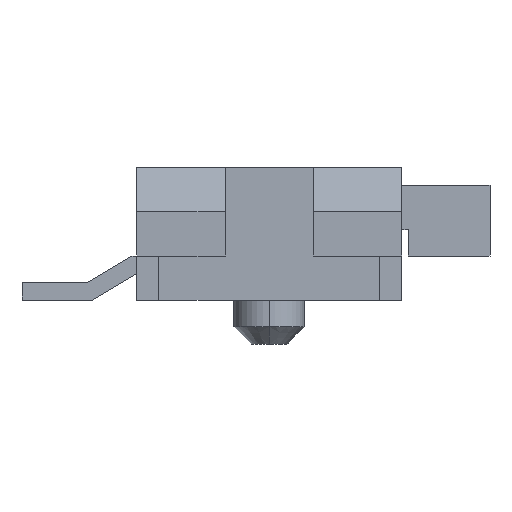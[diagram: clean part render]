
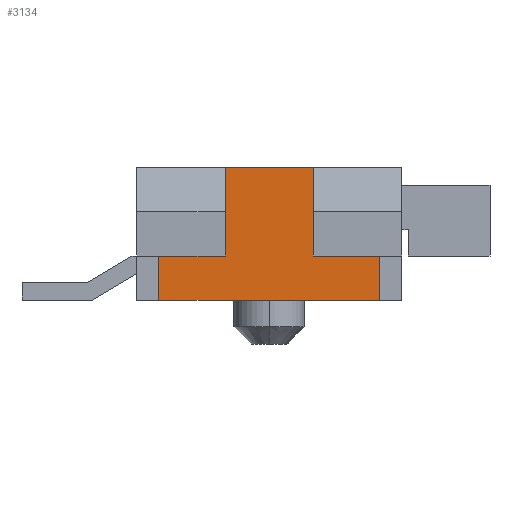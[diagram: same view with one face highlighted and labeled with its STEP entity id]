
A CAD part, left-side view. The second image highlights one B-rep face of the part: STEP entity #3134.
In plain terms, the highlighted planar face has unit normal (-1, 0, 0).
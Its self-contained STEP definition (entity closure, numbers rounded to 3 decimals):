
#19 = LINE ( 'NONE', #3758, #160 ) ;
#71 = ORIENTED_EDGE ( 'NONE', *, *, #182, .T. ) ;
#160 = VECTOR ( 'NONE', #670, 1000. ) ;
#182 = EDGE_CURVE ( 'NONE', #2234, #3226, #19, .T. ) ;
#191 = CARTESIAN_POINT ( 'NONE',  ( -3.5, -0.5, -0.25 ) ) ;
#300 = DIRECTION ( 'NONE',  ( 0., -1., 0. ) ) ;
#395 = CARTESIAN_POINT ( 'NONE',  ( -3.5, 0.5, 0.5 ) ) ;
#457 = ORIENTED_EDGE ( 'NONE', *, *, #3426, .F. ) ;
#542 = LINE ( 'NONE', #1081, #3163 ) ;
#670 = DIRECTION ( 'NONE',  ( 0., 1., 0. ) ) ;
#717 = EDGE_CURVE ( 'NONE', #3859, #1805, #2920, .T. ) ;
#720 = DIRECTION ( 'NONE',  ( 0., 0., 1. ) ) ;
#738 = DIRECTION ( 'NONE',  ( 0., 0., -1. ) ) ;
#741 = LINE ( 'NONE', #3553, #1821 ) ;
#792 = EDGE_LOOP ( 'NONE', ( #2738, #1027, #1575, #3619, #1288, #71, #2304, #457, #845, #3552 ) ) ;
#845 = ORIENTED_EDGE ( 'NONE', *, *, #717, .F. ) ;
#862 = DIRECTION ( 'NONE',  ( 0., 0., 1. ) ) ;
#890 = VECTOR ( 'NONE', #1656, 1000. ) ;
#947 = LINE ( 'NONE', #2056, #1877 ) ;
#949 = VERTEX_POINT ( 'NONE', #1651 ) ;
#1011 = EDGE_CURVE ( 'NONE', #3226, #2935, #741, .T. ) ;
#1023 = VECTOR ( 'NONE', #2028, 1000. ) ;
#1027 = ORIENTED_EDGE ( 'NONE', *, *, #2974, .F. ) ;
#1072 = CARTESIAN_POINT ( 'NONE',  ( -3.5, -1.25, -0.75 ) ) ;
#1074 = CARTESIAN_POINT ( 'NONE',  ( -3.5, -1.25, -0.25 ) ) ;
#1081 = CARTESIAN_POINT ( 'NONE',  ( -3.5, -0.5, 0.5 ) ) ;
#1233 = CARTESIAN_POINT ( 'NONE',  ( -3.5, 0.5, -0.25 ) ) ;
#1262 = EDGE_CURVE ( 'NONE', #2166, #949, #3502, .T. ) ;
#1288 = ORIENTED_EDGE ( 'NONE', *, *, #3220, .T. ) ;
#1316 = CARTESIAN_POINT ( 'NONE',  ( -3.5, -1.25, -0.75 ) ) ;
#1368 = LINE ( 'NONE', #3245, #3754 ) ;
#1563 = FACE_OUTER_BOUND ( 'NONE', #792, .T. ) ;
#1575 = ORIENTED_EDGE ( 'NONE', *, *, #2532, .F. ) ;
#1651 = CARTESIAN_POINT ( 'NONE',  ( -3.5, 1.25, -0.75 ) ) ;
#1656 = DIRECTION ( 'NONE',  ( 0., 1., 0. ) ) ;
#1699 = DIRECTION ( 'NONE',  ( 0., 0., -1. ) ) ;
#1805 = VERTEX_POINT ( 'NONE', #3032 ) ;
#1821 = VECTOR ( 'NONE', #738, 1000. ) ;
#1868 = LINE ( 'NONE', #191, #1023 ) ;
#1877 = VECTOR ( 'NONE', #3290, 1000. ) ;
#2010 = VECTOR ( 'NONE', #3563, 1000. ) ;
#2028 = DIRECTION ( 'NONE',  ( 0., -1., 0. ) ) ;
#2056 = CARTESIAN_POINT ( 'NONE',  ( -3.5, 1.25, -0.25 ) ) ;
#2098 = VECTOR ( 'NONE', #300, 1000. ) ;
#2166 = VERTEX_POINT ( 'NONE', #1072 ) ;
#2234 = VERTEX_POINT ( 'NONE', #3959 ) ;
#2271 = DIRECTION ( 'NONE',  ( 1., 0., 0. ) ) ;
#2283 = CARTESIAN_POINT ( 'NONE',  ( -3.5, 1.25, -0.25 ) ) ;
#2304 = ORIENTED_EDGE ( 'NONE', *, *, #1011, .T. ) ;
#2333 = CARTESIAN_POINT ( 'NONE',  ( -3.5, 0.5, 0.75 ) ) ;
#2340 = CARTESIAN_POINT ( 'NONE',  ( -3.5, -0.5, 0.5 ) ) ;
#2389 = VECTOR ( 'NONE', #862, 1000. ) ;
#2532 = EDGE_CURVE ( 'NONE', #3451, #2662, #1868, .T. ) ;
#2636 = LINE ( 'NONE', #1074, #2010 ) ;
#2662 = VERTEX_POINT ( 'NONE', #3587 ) ;
#2671 = CARTESIAN_POINT ( 'NONE',  ( -3.5, 0.5, 0.75 ) ) ;
#2738 = ORIENTED_EDGE ( 'NONE', *, *, #1262, .F. ) ;
#2920 = LINE ( 'NONE', #1233, #2098 ) ;
#2935 = VERTEX_POINT ( 'NONE', #395 ) ;
#2974 = EDGE_CURVE ( 'NONE', #2662, #2166, #2636, .T. ) ;
#3032 = CARTESIAN_POINT ( 'NONE',  ( -3.5, 0.5, -0.25 ) ) ;
#3134 = ADVANCED_FACE ( 'NONE', ( #1563 ), #3200, .F. ) ;
#3163 = VECTOR ( 'NONE', #3265, 1000. ) ;
#3200 = PLANE ( 'NONE',  #3503 ) ;
#3220 = EDGE_CURVE ( 'NONE', #3869, #2234, #542, .T. ) ;
#3226 = VERTEX_POINT ( 'NONE', #2333 ) ;
#3241 = EDGE_CURVE ( 'NONE', #3869, #3451, #1368, .T. ) ;
#3245 = CARTESIAN_POINT ( 'NONE',  ( -3.5, -0.5, 0.75 ) ) ;
#3265 = DIRECTION ( 'NONE',  ( 0., 0., 1. ) ) ;
#3290 = DIRECTION ( 'NONE',  ( 0., 0., 1. ) ) ;
#3426 = EDGE_CURVE ( 'NONE', #1805, #2935, #3898, .T. ) ;
#3451 = VERTEX_POINT ( 'NONE', #3613 ) ;
#3482 = CARTESIAN_POINT ( 'NONE',  ( -3.5, 0., 0. ) ) ;
#3502 = LINE ( 'NONE', #1316, #890 ) ;
#3503 = AXIS2_PLACEMENT_3D ( 'NONE', #3482, #2271, #720 ) ;
#3552 = ORIENTED_EDGE ( 'NONE', *, *, #3950, .F. ) ;
#3553 = CARTESIAN_POINT ( 'NONE',  ( -3.5, 0.5, 0.5 ) ) ;
#3563 = DIRECTION ( 'NONE',  ( 0., 0., -1. ) ) ;
#3587 = CARTESIAN_POINT ( 'NONE',  ( -3.5, -1.25, -0.25 ) ) ;
#3613 = CARTESIAN_POINT ( 'NONE',  ( -3.5, -0.5, -0.25 ) ) ;
#3619 = ORIENTED_EDGE ( 'NONE', *, *, #3241, .F. ) ;
#3754 = VECTOR ( 'NONE', #1699, 1000. ) ;
#3758 = CARTESIAN_POINT ( 'NONE',  ( -3.5, 0.5, 0.75 ) ) ;
#3859 = VERTEX_POINT ( 'NONE', #2283 ) ;
#3869 = VERTEX_POINT ( 'NONE', #2340 ) ;
#3898 = LINE ( 'NONE', #2671, #2389 ) ;
#3950 = EDGE_CURVE ( 'NONE', #949, #3859, #947, .T. ) ;
#3959 = CARTESIAN_POINT ( 'NONE',  ( -3.5, -0.5, 0.75 ) ) ;
